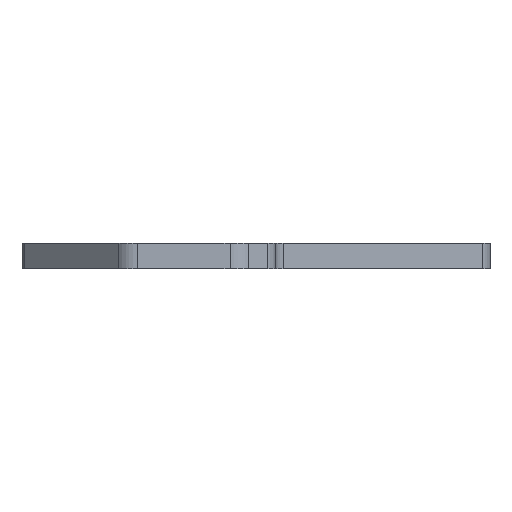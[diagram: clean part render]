
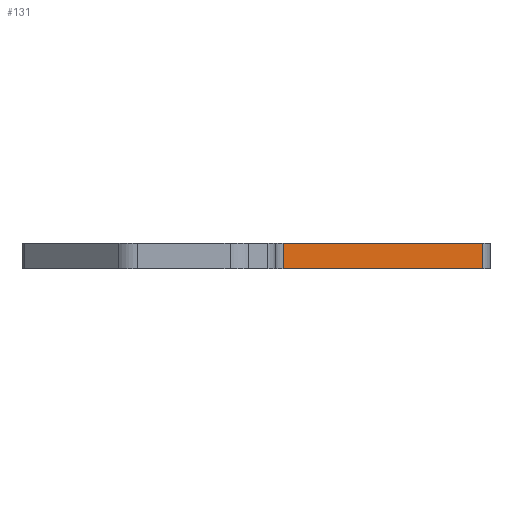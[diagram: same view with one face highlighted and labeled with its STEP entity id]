
A CAD part, front view. The second image highlights one B-rep face of the part: STEP entity #131.
In plain terms, the highlighted planar face has unit normal (0.707, -0.707, 0).
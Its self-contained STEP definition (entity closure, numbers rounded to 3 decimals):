
#64 = ORIENTED_EDGE ( 'NONE', *, *, #991, .F. ) ;
#131 = ADVANCED_FACE ( 'NONE', ( #192 ), #1165, .F. ) ;
#192 = FACE_OUTER_BOUND ( 'NONE', #1329, .T. ) ;
#255 = LINE ( 'NONE', #1803, #1973 ) ;
#296 = AXIS2_PLACEMENT_3D ( 'NONE', #1997, #340, #1332 ) ;
#307 = CARTESIAN_POINT ( 'NONE',  ( -6.607, -236.607, 15. ) ) ;
#340 = DIRECTION ( 'NONE',  ( -0.707, 0.707, 0. ) ) ;
#400 = CARTESIAN_POINT ( 'NONE',  ( 108.607, -121.393, 0. ) ) ;
#486 = DIRECTION ( 'NONE',  ( 0., 0., 1. ) ) ;
#501 = ORIENTED_EDGE ( 'NONE', *, *, #662, .F. ) ;
#612 = VERTEX_POINT ( 'NONE', #400 ) ;
#662 = EDGE_CURVE ( 'NONE', #1235, #1760, #1591, .T. ) ;
#665 = ORIENTED_EDGE ( 'NONE', *, *, #1703, .F. ) ;
#695 = CARTESIAN_POINT ( 'NONE',  ( -11., -241., 0. ) ) ;
#886 = ORIENTED_EDGE ( 'NONE', *, *, #1365, .F. ) ;
#913 = VECTOR ( 'NONE', #2016, 1000. ) ;
#991 = EDGE_CURVE ( 'NONE', #612, #1465, #1904, .T. ) ;
#1047 = CARTESIAN_POINT ( 'NONE',  ( -6.607, -236.607, 15. ) ) ;
#1156 = VECTOR ( 'NONE', #1217, 1000. ) ;
#1165 = PLANE ( 'NONE',  #296 ) ;
#1217 = DIRECTION ( 'NONE',  ( 0.707, 0.707, 0. ) ) ;
#1235 = VERTEX_POINT ( 'NONE', #2103 ) ;
#1329 = EDGE_LOOP ( 'NONE', ( #665, #64, #886, #501 ) ) ;
#1332 = DIRECTION ( 'NONE',  ( -0.707, -0.707, 0. ) ) ;
#1365 = EDGE_CURVE ( 'NONE', #1760, #612, #255, .T. ) ;
#1465 = VERTEX_POINT ( 'NONE', #1926 ) ;
#1490 = CARTESIAN_POINT ( 'NONE',  ( 108.607, -121.393, 15. ) ) ;
#1493 = DIRECTION ( 'NONE',  ( 0., 0., -1. ) ) ;
#1591 = LINE ( 'NONE', #1047, #1156 ) ;
#1625 = LINE ( 'NONE', #307, #2014 ) ;
#1703 = EDGE_CURVE ( 'NONE', #1465, #1235, #1625, .T. ) ;
#1760 = VERTEX_POINT ( 'NONE', #1490 ) ;
#1803 = CARTESIAN_POINT ( 'NONE',  ( 108.607, -121.393, 15. ) ) ;
#1904 = LINE ( 'NONE', #695, #913 ) ;
#1926 = CARTESIAN_POINT ( 'NONE',  ( -6.607, -236.607, 0. ) ) ;
#1973 = VECTOR ( 'NONE', #1493, 1000. ) ;
#1997 = CARTESIAN_POINT ( 'NONE',  ( -11., -241., 15. ) ) ;
#2014 = VECTOR ( 'NONE', #486, 1000. ) ;
#2016 = DIRECTION ( 'NONE',  ( -0.707, -0.707, 0. ) ) ;
#2103 = CARTESIAN_POINT ( 'NONE',  ( -6.607, -236.607, 15. ) ) ;
